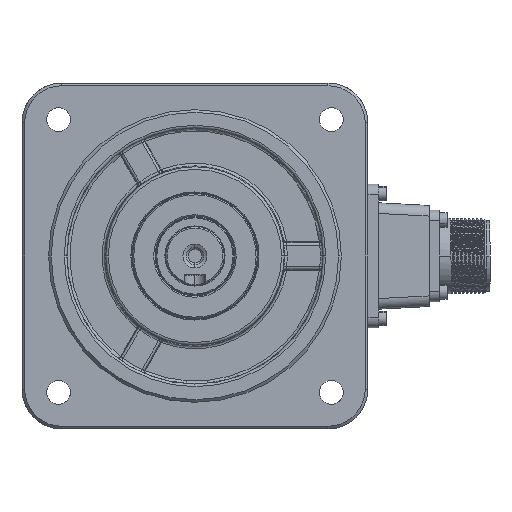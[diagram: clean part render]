
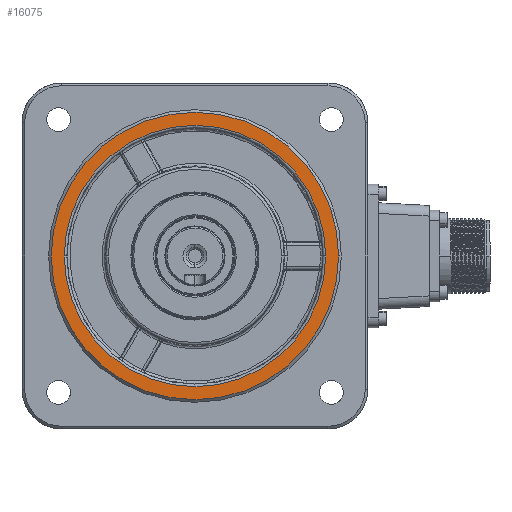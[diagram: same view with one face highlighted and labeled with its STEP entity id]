
A CAD part, left-side view. The second image highlights one B-rep face of the part: STEP entity #16075.
In plain terms, the highlighted planar face has unit normal (-1, 0, 0).
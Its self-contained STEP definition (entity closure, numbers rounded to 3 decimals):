
#998 = CIRCLE ( 'NONE', #4401, 54. ) ;
#2453 = CARTESIAN_POINT ( 'NONE',  ( -52., 0., 0. ) ) ;
#2901 = DIRECTION ( 'NONE',  ( -1., 0., 0. ) ) ;
#3339 = AXIS2_PLACEMENT_3D ( 'NONE', #2453, #2901, #26572 ) ;
#3599 = DIRECTION ( 'NONE',  ( 0., -1., 0. ) ) ;
#4401 = AXIS2_PLACEMENT_3D ( 'NONE', #10525, #23620, #17064 ) ;
#4413 = EDGE_CURVE ( 'NONE', #11843, #19620, #998, .T. ) ;
#5993 = VERTEX_POINT ( 'NONE', #18782 ) ;
#6120 = DIRECTION ( 'NONE',  ( 0., -1., 0. ) ) ;
#6457 = CIRCLE ( 'NONE', #38853, 49.122 ) ;
#7367 = EDGE_CURVE ( 'NONE', #16850, #5993, #20605, .T. ) ;
#8477 = EDGE_LOOP ( 'NONE', ( #9898, #11053 ) ) ;
#8811 = FACE_BOUND ( 'NONE', #31025, .T. ) ;
#9898 = ORIENTED_EDGE ( 'NONE', *, *, #31785, .T. ) ;
#10525 = CARTESIAN_POINT ( 'NONE',  ( -52., 0., 0. ) ) ;
#11053 = ORIENTED_EDGE ( 'NONE', *, *, #4413, .T. ) ;
#11843 = VERTEX_POINT ( 'NONE', #41866 ) ;
#16075 = ADVANCED_FACE ( 'NONE', ( #27877, #8811 ), #29851, .T. ) ;
#16219 = CARTESIAN_POINT ( 'NONE',  ( -52., 0., 0. ) ) ;
#16850 = VERTEX_POINT ( 'NONE', #20826 ) ;
#17064 = DIRECTION ( 'NONE',  ( 0., -1., 0. ) ) ;
#17484 = DIRECTION ( 'NONE',  ( -1., 0., 0. ) ) ;
#18782 = CARTESIAN_POINT ( 'NONE',  ( -52., -49.122, 0. ) ) ;
#19135 = EDGE_CURVE ( 'NONE', #5993, #16850, #6457, .T. ) ;
#19620 = VERTEX_POINT ( 'NONE', #39287 ) ;
#20605 = CIRCLE ( 'NONE', #35933, 49.122 ) ;
#20826 = CARTESIAN_POINT ( 'NONE',  ( -52., 49.122, 0. ) ) ;
#22877 = CARTESIAN_POINT ( 'NONE',  ( -52., 0., 0. ) ) ;
#23620 = DIRECTION ( 'NONE',  ( -1., 0., 0. ) ) ;
#25892 = DIRECTION ( 'NONE',  ( 0., -1., 0. ) ) ;
#26185 = DIRECTION ( 'NONE',  ( 1., 0., 0. ) ) ;
#26239 = AXIS2_PLACEMENT_3D ( 'NONE', #34365, #17484, #3599 ) ;
#26279 = DIRECTION ( 'NONE',  ( 1., 0., 0. ) ) ;
#26572 = DIRECTION ( 'NONE',  ( 0., -1., 0. ) ) ;
#26595 = CIRCLE ( 'NONE', #26239, 54. ) ;
#27877 = FACE_OUTER_BOUND ( 'NONE', #8477, .T. ) ;
#29851 = PLANE ( 'NONE',  #3339 ) ;
#31025 = EDGE_LOOP ( 'NONE', ( #32169, #38667 ) ) ;
#31785 = EDGE_CURVE ( 'NONE', #19620, #11843, #26595, .T. ) ;
#32169 = ORIENTED_EDGE ( 'NONE', *, *, #19135, .T. ) ;
#34365 = CARTESIAN_POINT ( 'NONE',  ( -52., 0., 0. ) ) ;
#35933 = AXIS2_PLACEMENT_3D ( 'NONE', #22877, #26279, #6120 ) ;
#38667 = ORIENTED_EDGE ( 'NONE', *, *, #7367, .T. ) ;
#38853 = AXIS2_PLACEMENT_3D ( 'NONE', #16219, #26185, #25892 ) ;
#39287 = CARTESIAN_POINT ( 'NONE',  ( -52., 54., 0. ) ) ;
#41866 = CARTESIAN_POINT ( 'NONE',  ( -52., -54., 0. ) ) ;
